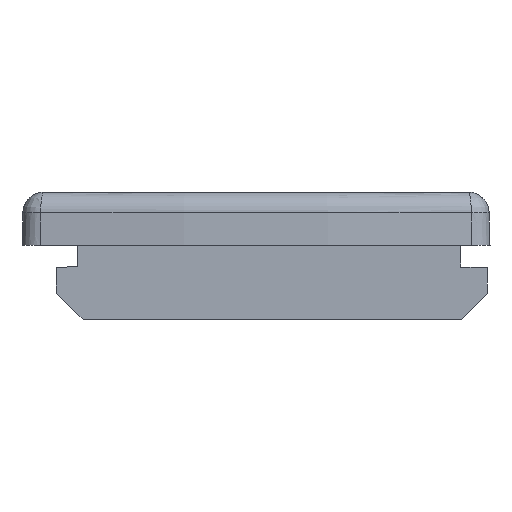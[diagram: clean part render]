
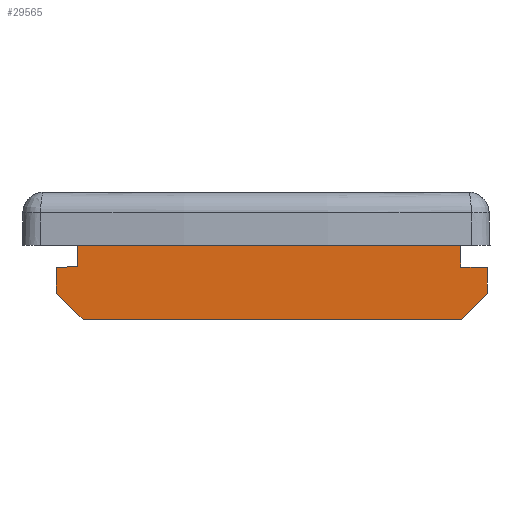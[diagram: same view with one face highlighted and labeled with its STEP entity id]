
A CAD part, front view. The second image highlights one B-rep face of the part: STEP entity #29565.
In plain terms, the highlighted planar face has unit normal (0, -1, 0).
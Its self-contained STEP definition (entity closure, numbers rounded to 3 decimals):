
#29481=AXIS2_PLACEMENT_3D('Plane Axis2P3D',#29478,#29479,#29480) ;
#29478=CARTESIAN_POINT('Axis2P3D Location',(43.974,14.987,7.)) ;
#29483=CARTESIAN_POINT('Line Origine',(23.539,14.987,0.)) ;
#29487=CARTESIAN_POINT('Vertex',(41.341,14.987,0.)) ;
#29489=CARTESIAN_POINT('Vertex',(5.737,14.987,0.)) ;
#29492=CARTESIAN_POINT('Line Origine',(42.547,14.987,1.25)) ;
#29496=CARTESIAN_POINT('Vertex',(43.754,14.987,2.5)) ;
#29499=CARTESIAN_POINT('Line Origine',(43.733,14.987,3.706)) ;
#29503=CARTESIAN_POINT('Vertex',(43.712,14.987,4.913)) ;
#29506=CARTESIAN_POINT('Line Origine',(42.475,14.987,4.935)) ;
#29510=CARTESIAN_POINT('Vertex',(41.237,14.987,4.956)) ;
#29513=CARTESIAN_POINT('Line Origine',(41.237,14.987,5.978)) ;
#29517=CARTESIAN_POINT('Vertex',(41.237,14.987,7.)) ;
#29520=CARTESIAN_POINT('Line Origine',(23.237,14.987,7.)) ;
#29524=CARTESIAN_POINT('Vertex',(5.237,14.987,7.)) ;
#29527=CARTESIAN_POINT('Line Origine',(5.237,14.987,6.)) ;
#29531=CARTESIAN_POINT('Vertex',(5.237,14.987,5.)) ;
#29534=CARTESIAN_POINT('Line Origine',(4.237,14.987,4.965)) ;
#29538=CARTESIAN_POINT('Vertex',(3.237,14.987,4.93)) ;
#29541=CARTESIAN_POINT('Line Origine',(3.237,14.987,3.715)) ;
#29545=CARTESIAN_POINT('Vertex',(3.237,14.987,2.5)) ;
#29548=CARTESIAN_POINT('Line Origine',(4.487,14.987,1.25)) ;
#29479=DIRECTION('Axis2P3D Direction',(0.,-1.,0.)) ;
#29480=DIRECTION('Axis2P3D XDirection',(-1.,0.,0.)) ;
#29484=DIRECTION('Vector Direction',(-1.,0.,0.)) ;
#29493=DIRECTION('Vector Direction',(0.695,0.,0.719)) ;
#29500=DIRECTION('Vector Direction',(0.017,0.,-1.)) ;
#29507=DIRECTION('Vector Direction',(-1.,0.,0.017)) ;
#29514=DIRECTION('Vector Direction',(0.,0.,-1.)) ;
#29521=DIRECTION('Vector Direction',(-1.,0.,0.)) ;
#29528=DIRECTION('Vector Direction',(0.,0.,-1.)) ;
#29535=DIRECTION('Vector Direction',(0.999,0.,0.035)) ;
#29542=DIRECTION('Vector Direction',(0.,0.,1.)) ;
#29549=DIRECTION('Vector Direction',(0.707,0.,-0.707)) ;
#29485=VECTOR('Line Direction',#29484,1.) ;
#29494=VECTOR('Line Direction',#29493,1.) ;
#29501=VECTOR('Line Direction',#29500,1.) ;
#29508=VECTOR('Line Direction',#29507,1.) ;
#29515=VECTOR('Line Direction',#29514,1.) ;
#29522=VECTOR('Line Direction',#29521,1.) ;
#29529=VECTOR('Line Direction',#29528,1.) ;
#29536=VECTOR('Line Direction',#29535,1.) ;
#29543=VECTOR('Line Direction',#29542,1.) ;
#29550=VECTOR('Line Direction',#29549,1.) ;
#29554=ORIENTED_EDGE('',*,*,#29491,.F.) ;
#29555=ORIENTED_EDGE('',*,*,#29498,.T.) ;
#29556=ORIENTED_EDGE('',*,*,#29505,.F.) ;
#29557=ORIENTED_EDGE('',*,*,#29512,.T.) ;
#29558=ORIENTED_EDGE('',*,*,#29519,.F.) ;
#29559=ORIENTED_EDGE('',*,*,#29526,.T.) ;
#29560=ORIENTED_EDGE('',*,*,#29533,.T.) ;
#29561=ORIENTED_EDGE('',*,*,#29540,.F.) ;
#29562=ORIENTED_EDGE('',*,*,#29547,.F.) ;
#29563=ORIENTED_EDGE('',*,*,#29552,.T.) ;
#29565=ADVANCED_FACE('CABTITE_EP_A_24-50_GY',(#29564),#29482,.T.) ;
#29491=EDGE_CURVE('',#29488,#29490,#29486,.T.) ;
#29498=EDGE_CURVE('',#29488,#29497,#29495,.T.) ;
#29505=EDGE_CURVE('',#29504,#29497,#29502,.T.) ;
#29512=EDGE_CURVE('',#29504,#29511,#29509,.T.) ;
#29519=EDGE_CURVE('',#29518,#29511,#29516,.T.) ;
#29526=EDGE_CURVE('',#29518,#29525,#29523,.T.) ;
#29533=EDGE_CURVE('',#29525,#29532,#29530,.T.) ;
#29540=EDGE_CURVE('',#29539,#29532,#29537,.T.) ;
#29547=EDGE_CURVE('',#29546,#29539,#29544,.T.) ;
#29552=EDGE_CURVE('',#29546,#29490,#29551,.T.) ;
#29553=EDGE_LOOP('',(#29554,#29555,#29556,#29557,#29558,#29559,#29560,#29561,#29562,#29563)) ;
#29564=FACE_OUTER_BOUND('',#29553,.T.) ;
#29486=LINE('Line',#29483,#29485) ;
#29495=LINE('Line',#29492,#29494) ;
#29502=LINE('Line',#29499,#29501) ;
#29509=LINE('Line',#29506,#29508) ;
#29516=LINE('Line',#29513,#29515) ;
#29523=LINE('Line',#29520,#29522) ;
#29530=LINE('Line',#29527,#29529) ;
#29537=LINE('Line',#29534,#29536) ;
#29544=LINE('Line',#29541,#29543) ;
#29551=LINE('Line',#29548,#29550) ;
#29482=PLANE('',#29481) ;
#29488=VERTEX_POINT('',#29487) ;
#29490=VERTEX_POINT('',#29489) ;
#29497=VERTEX_POINT('',#29496) ;
#29504=VERTEX_POINT('',#29503) ;
#29511=VERTEX_POINT('',#29510) ;
#29518=VERTEX_POINT('',#29517) ;
#29525=VERTEX_POINT('',#29524) ;
#29532=VERTEX_POINT('',#29531) ;
#29539=VERTEX_POINT('',#29538) ;
#29546=VERTEX_POINT('',#29545) ;
